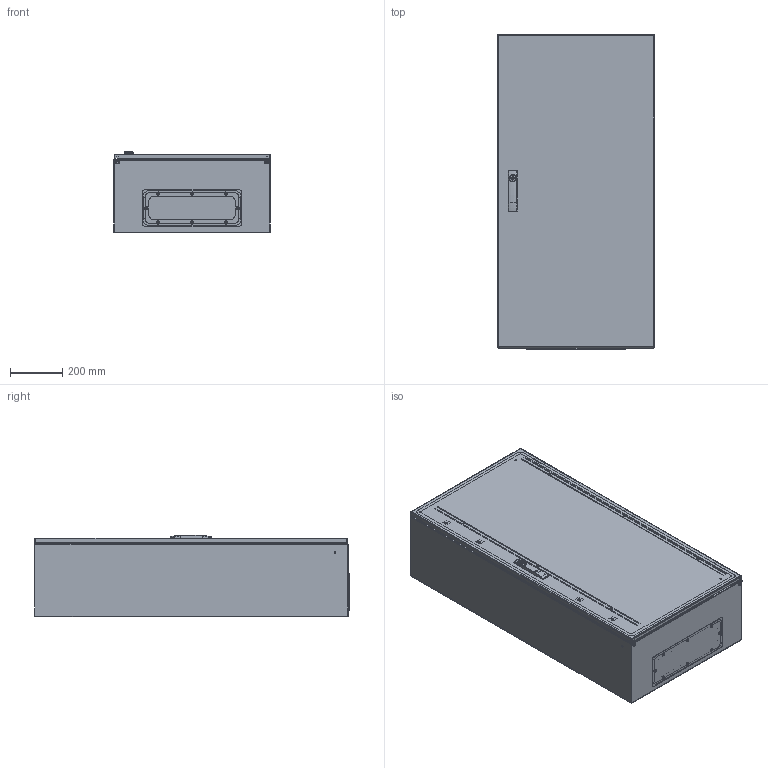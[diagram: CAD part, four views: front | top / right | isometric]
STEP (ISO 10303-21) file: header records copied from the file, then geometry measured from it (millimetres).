
FILE_DESCRIPTION (( 'STEP AP203' ), '1' );
FILE_NAME ('AT-1240.step', '2009-09-28T10:13:12', ( '' ), ( '' ), 'SwSTEP 2.0', 'SolidWorks 2007', '' );
FILE_SCHEMA (( 'CONFIG_CONTROL_DESIGN' ));
Products named in the file (41): ENG-001084_568 längere Stange; ENG-001084_568 kürzere Stange; 050920050937_Betätigungseinsatz 3mm Db; 02092005160250_Standard; ENG-20052202-7_Standard; 200702201413_Standard; 1855_Standard; SCHL_SSELS3123_920; 040520061108_03U30-015; ENG-000169_508; ENG-000929_LS-1094; 040520061415_600 x 1200; ENG-001424_03B00-000; ENG-005950_6mm; ENG-000963_M5 X 0.8 (6MM LONG); ENG-000268_509; ENGB-000201_510; ENG-000098_M6; ENG-6_568 geschlossen; EMKA_Ohne Erdungsplatte PA ; ENG-000020_Standard; ENG-010195_Standard; ENG-000138_M6x20; ENG-000806_03E31-015-01; ENG-000928_03E00-000-01; 10042007081850_Standard; AT-1240; ENG-001739_DIN 7983 4,8 x 9,5; ENG-001730_DIN 6330 M8; ENG-000876_DIN 934 M8; ENG-000884_M8; ENG-001403_03B15-015; ENG-00045A_Normal; 060620061404_03U15-015; ENG-000138_M8x25; A-GEH_USE_VH_03E15-015-01 AT-1240; ENG-000872_ohne Deckelteil; ENG-001755_1242; ENG-001754_132; ENG-000732_03E20-015-01 ...
Assembly tree (104 placements, depth 5):
  AT-1240
    ENG-000876_DIN 934 M8  x4
    ENG-001739_DIN 7983 4,8 x 9,5  x8
    ENG-001730_DIN 6330 M8  x4
    ENG-000884_M8  x8
    ENG-001403_03B15-015
      ENG-001755_1242  x6
      ENG-005950_6mm  x6
        ENG-000963_M5 X 0.8 (6MM LONG)
        ENG-00045A_Normal
      ENG-001754_132  x2
      ENG-000872_ohne Deckelteil  x3
        ENG-000268_509
        ENGB-000201_510
      060620061404_03U15-015
        A-GEH_USE_VH_03E15-015-01 AT-1240
        ENG-000138_M8x25  x4
        ENG-000138_M6x20  x2
    ENG-000732_03E20-015-01
    ENG-000754_03B30-015
      ENG-000098_M6  x10
      1855_Standard  x4
      ENG-6_568 geschlossen
        ENG-20052202-7_Standard
        ENG-001084_568 kürzere Stange
        200702201413_Standard
        EMKA_Ohne Erdungsplatte PA 
        050920050937_Betätigungseinsatz 3mm Db
          ENG-000020_Standard
          02092005160250_Standard
        ENG-010195_Standard
        ENG-001084_568 längere Stange
      SCHL_SSELS3123_920
      ENG-000929_LS-1094  x2
      040520061415_600 x 1200
      040520061108_03U30-015
        ENG-000169_508  x3
        ENG-000138_M6x20  x12
        ENG-000806_03E31-015-01
    ENG-001424_03B00-000
      10042007081850_Standard
      ENG-000928_03E00-000-01
Bounding box: 600 x 1205.47 x 312.62 mm (x, y, z)
Volume: 5980210.4 mm3; surface area: 7067153.7 mm2
Topology: 96 solids, 118 shells, 4266 faces, 11145 edges, 7147 vertices
Faces by surface type: plane 1989, cylinder 1448, cone 338, bspline 323, torus 132, sphere 36
Entity records: 83949 total; most frequent: CARTESIAN_POINT 22188, DIRECTION 11565, ORIENTED_EDGE 11536, EDGE_CURVE 6001, AXIS2_PLACEMENT_3D 4076, VERTEX_POINT 3899, VECTOR 3413, LINE 3413
